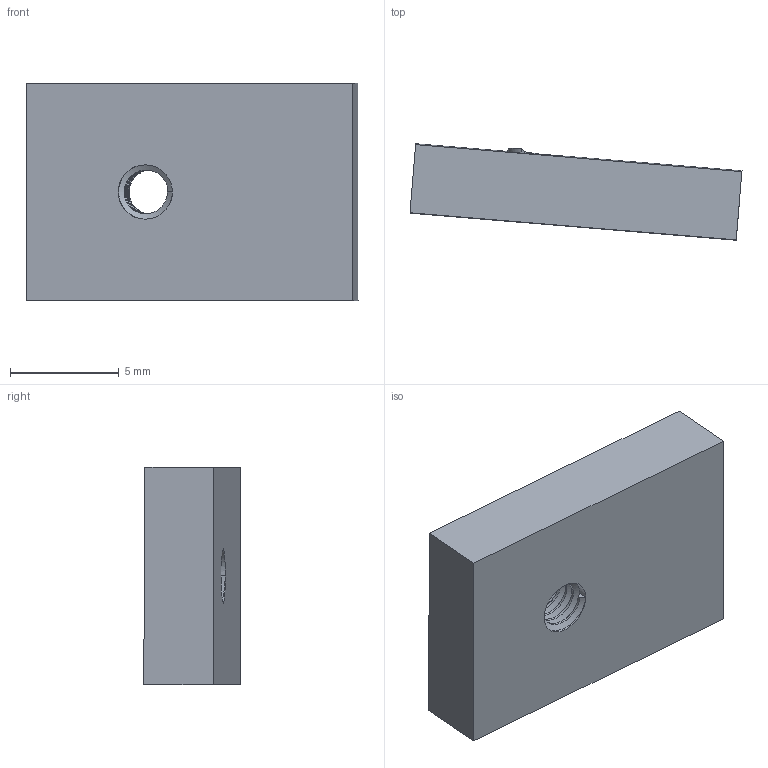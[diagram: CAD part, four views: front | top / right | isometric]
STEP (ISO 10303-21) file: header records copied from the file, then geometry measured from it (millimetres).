
FILE_DESCRIPTION (( 'STEP AP203' ), '1' );
FILE_NAME ('J5 Belt Carrier Clamp.STEP', '2020-07-20T13:18:35', ( '' ), ( '' ), 'SwSTEP 2.0', 'SolidWorks 2019', '' );
FILE_SCHEMA (( 'CONFIG_CONTROL_DESIGN' ));
Length unit declared in the file: millimetre
Products named in the file (1): J5 Belt Carrier Clamp
Bounding box: 15.26 x 4.44 x 10 mm (x, y, z)
Volume: 465.3 mm3; surface area: 486.6 mm2
Topology: 1 solids, 1 shells, 27 faces, 70 edges, 45 vertices
Faces by surface type: cylinder 15, plane 8, bspline 4
Entity records: 1751 total; most frequent: CARTESIAN_POINT 1130, ORIENTED_EDGE 140, DIRECTION 83, EDGE_CURVE 70, VERTEX_POINT 45, LINE 31, VECTOR 31, EDGE_LOOP 29
